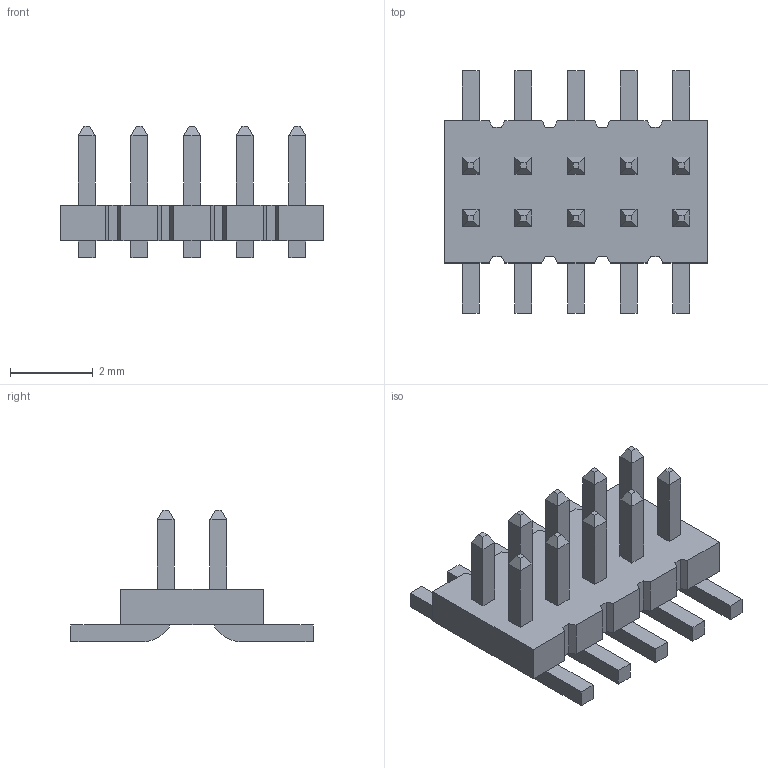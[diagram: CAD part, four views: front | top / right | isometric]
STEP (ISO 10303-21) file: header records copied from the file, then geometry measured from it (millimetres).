
FILE_DESCRIPTION((''),'2;1');
FILE_NAME('SAMTEC_FTS-105-02-F-DV.stp','2011-02-16T10:43:34',(''),(''),'Mechanical Desktop 2011','Mechanical Desktop 2011',', , ');
FILE_SCHEMA(('AUTOMOTIVE_DESIGN { 1 2 10303 214 1 1 1 1 }'));
Length unit declared in the file: millimetre
Products named in the file (1): Product
Bounding box: 6.35 x 5.84 x 3.17 mm (x, y, z)
Volume: 25.1 mm3; surface area: 132.7 mm2
Topology: 21 solids, 21 shells, 198 faces, 428 edges, 272 vertices
Faces by surface type: plane 188, cylinder 10
Entity records: 5271 total; most frequent: CARTESIAN_POINT 899, ORIENTED_EDGE 856, DIRECTION 846, EDGE_CURVE 428, VECTOR 408, LINE 408, VERTEX_POINT 272, AXIS2_PLACEMENT_3D 219
